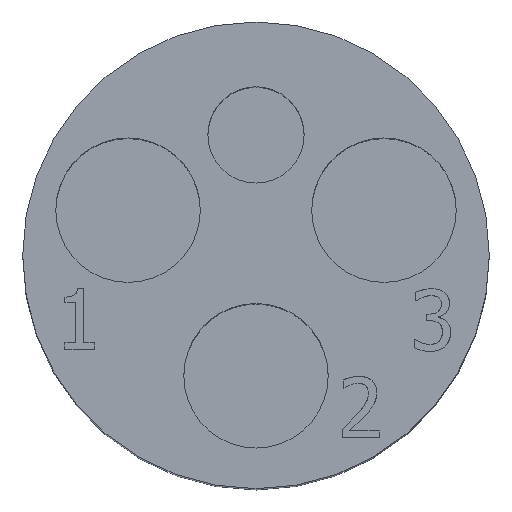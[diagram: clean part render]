
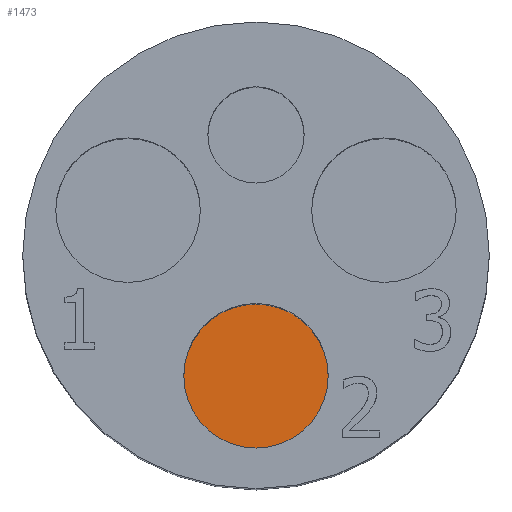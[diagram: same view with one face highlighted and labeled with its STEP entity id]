
A CAD part, top view. The second image highlights one B-rep face of the part: STEP entity #1473.
In plain terms, the highlighted planar face has unit normal (0, 0, 1).
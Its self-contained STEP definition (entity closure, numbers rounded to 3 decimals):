
#65=CIRCLE($,#1548,2.4);
#120=PLANE($,#1550);
#199=FACE_OUTER_BOUND($,#299,.T.);
#299=EDGE_LOOP($,(#1224));
#714=VERTEX_POINT($,#2621);
#905=EDGE_CURVE($,#714,#714,#65,.T.);
#1224=ORIENTED_EDGE($,*,*,#905,.T.);
#1473=ADVANCED_FACE($,(#199),#120,.F.);
#1548=AXIS2_PLACEMENT_3D($,#2622,#1797,#1798);
#1550=AXIS2_PLACEMENT_3D($,#2625,#1801,#1802);
#1797=DIRECTION('center_axis',(0.,0.,1.));
#1798=DIRECTION('ref_axis',(-1.,0.,0.));
#1801=DIRECTION('center_axis',(0.,0.,-1.));
#1802=DIRECTION('ref_axis',(-1.,0.,0.));
#2621=CARTESIAN_POINT('',(2.4,-4.,12.5));
#2622=CARTESIAN_POINT('Origin',(0.,-4.,12.5));
#2625=CARTESIAN_POINT('Origin',(0.,-4.,12.5));
